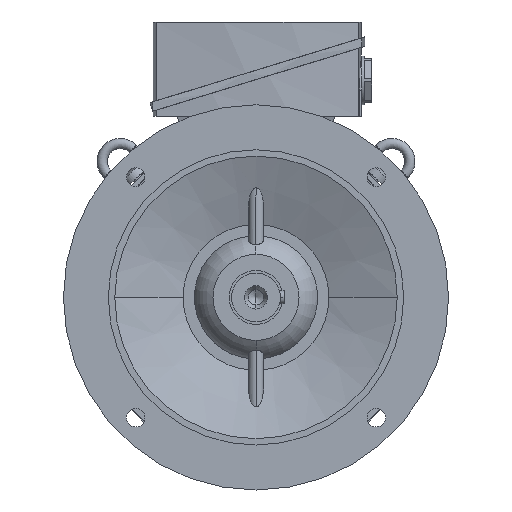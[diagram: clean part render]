
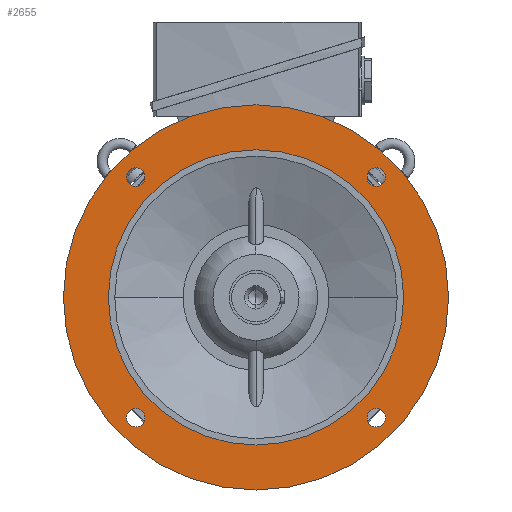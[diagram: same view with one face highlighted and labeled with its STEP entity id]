
A CAD part, left-side view. The second image highlights one B-rep face of the part: STEP entity #2655.
In plain terms, the highlighted planar face has unit normal (-1, 0, 0).
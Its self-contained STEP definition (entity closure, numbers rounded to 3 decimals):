
#2655=ADVANCED_FACE('',(#5353,#5354,#5355,#5356,#5357,#5358),#5359,.T.);
#5353=FACE_BOUND('',#8060,.T.);
#5354=FACE_BOUND('',#8061,.T.);
#5355=FACE_BOUND('',#8062,.T.);
#5356=FACE_BOUND('',#8063,.T.);
#5357=FACE_OUTER_BOUND('',#8064,.T.);
#5358=FACE_BOUND('',#8065,.T.);
#5359=PLANE('',#8066);
#8060=EDGE_LOOP('',(#16321,#16322));
#8061=EDGE_LOOP('',(#16323,#16324));
#8062=EDGE_LOOP('',(#16325,#16326));
#8063=EDGE_LOOP('',(#16327,#16328));
#8064=EDGE_LOOP('',(#16329,#16330));
#8065=EDGE_LOOP('',(#16331,#16332));
#8066=AXIS2_PLACEMENT_3D('',#16333,#16334,#16335);
#16321=ORIENTED_EDGE('',*,*,#19541,.T.);
#16322=ORIENTED_EDGE('',*,*,#16567,.T.);
#16323=ORIENTED_EDGE('',*,*,#19544,.T.);
#16324=ORIENTED_EDGE('',*,*,#16562,.T.);
#16325=ORIENTED_EDGE('',*,*,#19547,.T.);
#16326=ORIENTED_EDGE('',*,*,#16557,.T.);
#16327=ORIENTED_EDGE('',*,*,#19550,.T.);
#16328=ORIENTED_EDGE('',*,*,#16552,.T.);
#16329=ORIENTED_EDGE('',*,*,#16517,.F.);
#16330=ORIENTED_EDGE('',*,*,#19610,.F.);
#16331=ORIENTED_EDGE('',*,*,#16524,.T.);
#16332=ORIENTED_EDGE('',*,*,#19608,.T.);
#16333=CARTESIAN_POINT('',(-50.5,132.5,0.0));
#16334=DIRECTION('',(-1.0,0.0,0.0));
#16335=DIRECTION('',(0.0,-1.0,0.0));
#16517=EDGE_CURVE('',#19864,#19867,#19868,.T.);
#16524=EDGE_CURVE('',#19874,#19878,#19880,.T.);
#16552=EDGE_CURVE('',#19931,#19928,#19932,.T.);
#16557=EDGE_CURVE('',#19940,#19937,#19941,.T.);
#16562=EDGE_CURVE('',#19949,#19946,#19950,.T.);
#16567=EDGE_CURVE('',#19958,#19955,#19959,.T.);
#19541=EDGE_CURVE('',#19955,#19958,#24367,.T.);
#19544=EDGE_CURVE('',#19946,#19949,#24370,.T.);
#19547=EDGE_CURVE('',#19937,#19940,#24373,.T.);
#19550=EDGE_CURVE('',#19928,#19931,#24376,.T.);
#19608=EDGE_CURVE('',#19878,#19874,#24448,.T.);
#19610=EDGE_CURVE('',#19867,#19864,#24450,.T.);
#19864=VERTEX_POINT('',#24966);
#19867=VERTEX_POINT('',#24970);
#19868=CIRCLE('',#24971,150.0);
#19874=VERTEX_POINT('',#24978);
#19878=VERTEX_POINT('',#24983);
#19880=CIRCLE('',#24986,115.0);
#19928=VERTEX_POINT('',#25132);
#19931=VERTEX_POINT('',#25136);
#19932=CIRCLE('',#25137,7.25);
#19937=VERTEX_POINT('',#25143);
#19940=VERTEX_POINT('',#25147);
#19941=CIRCLE('',#25148,7.25);
#19946=VERTEX_POINT('',#25154);
#19949=VERTEX_POINT('',#25158);
#19950=CIRCLE('',#25159,7.25);
#19955=VERTEX_POINT('',#25165);
#19958=VERTEX_POINT('',#25169);
#19959=CIRCLE('',#25170,7.25);
#24367=CIRCLE('',#38471,7.25);
#24370=CIRCLE('',#38474,7.25);
#24373=CIRCLE('',#38477,7.25);
#24376=CIRCLE('',#38480,7.25);
#24448=CIRCLE('',#38626,115.0);
#24450=CIRCLE('',#38628,150.0);
#24966=CARTESIAN_POINT('',(-50.5,150.0,0.0));
#24970=CARTESIAN_POINT('',(-50.5,-150.0,0.));
#24971=AXIS2_PLACEMENT_3D('',#38776,#38777,#38778);
#24978=CARTESIAN_POINT('',(-50.5,115.0,0.0));
#24983=CARTESIAN_POINT('',(-50.5,-115.0,0.));
#24986=AXIS2_PLACEMENT_3D('',#38788,#38789,#38790);
#25132=CARTESIAN_POINT('',(-50.5,-98.818,98.818));
#25136=CARTESIAN_POINT('',(-50.5,-88.565,88.565));
#25137=AXIS2_PLACEMENT_3D('',#38839,#38840,#38841);
#25143=CARTESIAN_POINT('',(-50.5,98.818,98.818));
#25147=CARTESIAN_POINT('',(-50.5,88.565,88.565));
#25148=AXIS2_PLACEMENT_3D('',#38847,#38848,#38849);
#25154=CARTESIAN_POINT('',(-50.5,98.818,-98.818));
#25158=CARTESIAN_POINT('',(-50.5,88.565,-88.565));
#25159=AXIS2_PLACEMENT_3D('',#38855,#38856,#38857);
#25165=CARTESIAN_POINT('',(-50.5,-98.818,-98.818));
#25169=CARTESIAN_POINT('',(-50.5,-88.565,-88.565));
#25170=AXIS2_PLACEMENT_3D('',#38863,#38864,#38865);
#38471=AXIS2_PLACEMENT_3D('',#41510,#41511,#41512);
#38474=AXIS2_PLACEMENT_3D('',#41516,#41517,#41518);
#38477=AXIS2_PLACEMENT_3D('',#41522,#41523,#41524);
#38480=AXIS2_PLACEMENT_3D('',#41528,#41529,#41530);
#38626=AXIS2_PLACEMENT_3D('',#41575,#41576,#41577);
#38628=AXIS2_PLACEMENT_3D('',#41578,#41579,#41580);
#38776=CARTESIAN_POINT('',(-50.5,0.0,0.0));
#38777=DIRECTION('',(1.0,0.0,0.0));
#38778=DIRECTION('',(0.0,1.0,0.0));
#38788=CARTESIAN_POINT('',(-50.5,0.0,0.0));
#38789=DIRECTION('',(1.0,0.0,0.0));
#38790=DIRECTION('',(0.0,1.0,0.0));
#38839=CARTESIAN_POINT('',(-50.5,-93.692,93.692));
#38840=DIRECTION('',(1.0,0.0,-0.0));
#38841=DIRECTION('',(0.0,-0.707,0.707));
#38847=CARTESIAN_POINT('',(-50.5,93.692,93.692));
#38848=DIRECTION('',(1.0,0.0,-0.0));
#38849=DIRECTION('',(0.0,0.707,0.707));
#38855=CARTESIAN_POINT('',(-50.5,93.692,-93.692));
#38856=DIRECTION('',(1.0,-0.0,0.0));
#38857=DIRECTION('',(0.0,0.707,-0.707));
#38863=CARTESIAN_POINT('',(-50.5,-93.692,-93.692));
#38864=DIRECTION('',(1.0,0.0,0.0));
#38865=DIRECTION('',(0.0,-0.707,-0.707));
#41510=CARTESIAN_POINT('',(-50.5,-93.692,-93.692));
#41511=DIRECTION('',(1.0,0.0,0.0));
#41512=DIRECTION('',(0.0,-0.707,-0.707));
#41516=CARTESIAN_POINT('',(-50.5,93.692,-93.692));
#41517=DIRECTION('',(1.0,-0.0,0.0));
#41518=DIRECTION('',(0.0,0.707,-0.707));
#41522=CARTESIAN_POINT('',(-50.5,93.692,93.692));
#41523=DIRECTION('',(1.0,0.0,-0.0));
#41524=DIRECTION('',(0.0,0.707,0.707));
#41528=CARTESIAN_POINT('',(-50.5,-93.692,93.692));
#41529=DIRECTION('',(1.0,0.0,-0.0));
#41530=DIRECTION('',(0.0,-0.707,0.707));
#41575=CARTESIAN_POINT('',(-50.5,0.0,0.0));
#41576=DIRECTION('',(1.0,0.0,0.0));
#41577=DIRECTION('',(0.0,1.0,0.0));
#41578=CARTESIAN_POINT('',(-50.5,0.0,0.0));
#41579=DIRECTION('',(1.0,0.0,0.0));
#41580=DIRECTION('',(0.0,1.0,0.0));
